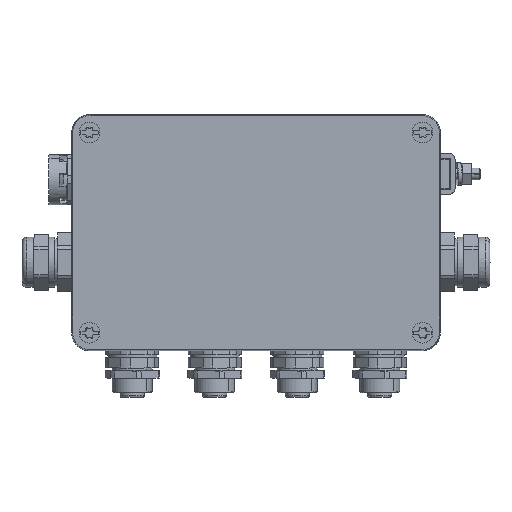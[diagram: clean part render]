
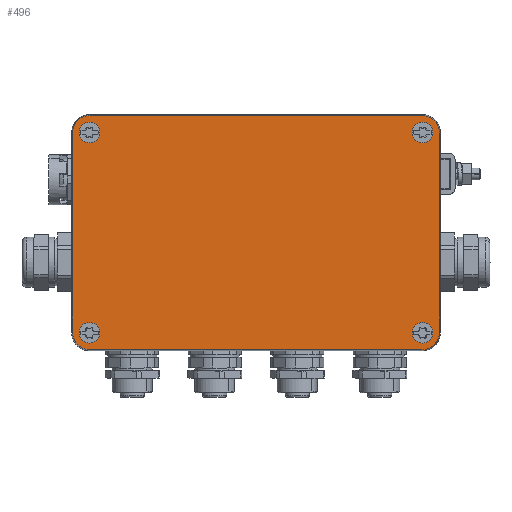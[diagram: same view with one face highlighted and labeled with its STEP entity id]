
A CAD part, top view. The second image highlights one B-rep face of the part: STEP entity #496.
In plain terms, the highlighted planar face has unit normal (0, 0, 1).
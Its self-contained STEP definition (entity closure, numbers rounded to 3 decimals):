
#336=AXIS2_PLACEMENT_3D('Plane Axis2P3D',#333,#334,#335) ;
#426=AXIS2_PLACEMENT_3D('Circle Axis2P3D',#424,#425,$) ;
#435=AXIS2_PLACEMENT_3D('Circle Axis2P3D',#433,#434,$) ;
#444=AXIS2_PLACEMENT_3D('Circle Axis2P3D',#442,#443,$) ;
#453=AXIS2_PLACEMENT_3D('Circle Axis2P3D',#451,#452,$) ;
#462=AXIS2_PLACEMENT_3D('Circle Axis2P3D',#460,#461,$) ;
#471=AXIS2_PLACEMENT_3D('Circle Axis2P3D',#469,#470,$) ;
#480=AXIS2_PLACEMENT_3D('Circle Axis2P3D',#478,#479,$) ;
#489=AXIS2_PLACEMENT_3D('Circle Axis2P3D',#487,#488,$) ;
#49=CARTESIAN_POINT('Vertex',(23.136,95.554,57.)) ;
#52=CARTESIAN_POINT('Line Origine',(79.375,95.554,57.)) ;
#56=CARTESIAN_POINT('Vertex',(135.614,95.554,57.)) ;
#311=CARTESIAN_POINT('Control Point',(17.137,89.555,57.)) ;
#312=CARTESIAN_POINT('Control Point',(17.137,91.44,57.)) ;
#313=CARTESIAN_POINT('Control Point',(17.875,93.326,57.)) ;
#314=CARTESIAN_POINT('Control Point',(19.365,94.817,57.)) ;
#315=CARTESIAN_POINT('Control Point',(21.251,95.554,57.)) ;
#316=CARTESIAN_POINT('Control Point',(23.136,95.554,57.)) ;
#317=CARTESIAN_POINT('Vertex',(17.137,89.555,57.)) ;
#333=CARTESIAN_POINT('Axis2P3D Location',(104.375,55.816,57.)) ;
#338=CARTESIAN_POINT('Line Origine',(17.137,55.816,57.)) ;
#342=CARTESIAN_POINT('Vertex',(17.137,22.077,57.)) ;
#346=CARTESIAN_POINT('Control Point',(23.136,16.078,57.)) ;
#347=CARTESIAN_POINT('Control Point',(22.568,16.078,57.)) ;
#348=CARTESIAN_POINT('Control Point',(22.001,16.145,57.)) ;
#349=CARTESIAN_POINT('Control Point',(21.443,16.279,57.)) ;
#350=CARTESIAN_POINT('Control Point',(20.371,16.677,57.)) ;
#351=CARTESIAN_POINT('Control Point',(19.421,17.315,57.)) ;
#352=CARTESIAN_POINT('Control Point',(18.986,17.689,57.)) ;
#353=CARTESIAN_POINT('Control Point',(18.213,18.533,57.)) ;
#354=CARTESIAN_POINT('Control Point',(17.658,19.534,57.)) ;
#355=CARTESIAN_POINT('Control Point',(17.441,20.065,57.)) ;
#356=CARTESIAN_POINT('Control Point',(17.242,20.792,57.)) ;
#357=CARTESIAN_POINT('Control Point',(17.157,21.537,57.)) ;
#358=CARTESIAN_POINT('Control Point',(17.144,21.717,57.)) ;
#359=CARTESIAN_POINT('Control Point',(17.137,21.897,57.)) ;
#360=CARTESIAN_POINT('Control Point',(17.137,22.077,57.)) ;
#361=CARTESIAN_POINT('Vertex',(23.136,16.078,57.)) ;
#364=CARTESIAN_POINT('Line Origine',(79.375,16.078,57.)) ;
#368=CARTESIAN_POINT('Vertex',(135.614,16.078,57.)) ;
#372=CARTESIAN_POINT('Control Point',(141.613,22.077,57.)) ;
#373=CARTESIAN_POINT('Control Point',(141.613,21.509,57.)) ;
#374=CARTESIAN_POINT('Control Point',(141.546,20.941,57.)) ;
#375=CARTESIAN_POINT('Control Point',(141.412,20.384,57.)) ;
#376=CARTESIAN_POINT('Control Point',(141.014,19.312,57.)) ;
#377=CARTESIAN_POINT('Control Point',(140.376,18.362,57.)) ;
#378=CARTESIAN_POINT('Control Point',(140.002,17.927,57.)) ;
#379=CARTESIAN_POINT('Control Point',(139.158,17.153,57.)) ;
#380=CARTESIAN_POINT('Control Point',(138.157,16.599,57.)) ;
#381=CARTESIAN_POINT('Control Point',(137.626,16.382,57.)) ;
#382=CARTESIAN_POINT('Control Point',(136.899,16.182,57.)) ;
#383=CARTESIAN_POINT('Control Point',(136.155,16.098,57.)) ;
#384=CARTESIAN_POINT('Control Point',(135.975,16.085,57.)) ;
#385=CARTESIAN_POINT('Control Point',(135.795,16.078,57.)) ;
#386=CARTESIAN_POINT('Control Point',(135.614,16.078,57.)) ;
#387=CARTESIAN_POINT('Vertex',(141.613,22.077,57.)) ;
#390=CARTESIAN_POINT('Line Origine',(141.613,55.816,57.)) ;
#394=CARTESIAN_POINT('Vertex',(141.613,89.555,57.)) ;
#398=CARTESIAN_POINT('Control Point',(135.614,95.554,57.)) ;
#399=CARTESIAN_POINT('Control Point',(136.182,95.554,57.)) ;
#400=CARTESIAN_POINT('Control Point',(136.75,95.487,57.)) ;
#401=CARTESIAN_POINT('Control Point',(137.307,95.353,57.)) ;
#402=CARTESIAN_POINT('Control Point',(138.38,94.955,57.)) ;
#403=CARTESIAN_POINT('Control Point',(139.33,94.317,57.)) ;
#404=CARTESIAN_POINT('Control Point',(139.765,93.943,57.)) ;
#405=CARTESIAN_POINT('Control Point',(140.538,93.099,57.)) ;
#406=CARTESIAN_POINT('Control Point',(141.093,92.098,57.)) ;
#407=CARTESIAN_POINT('Control Point',(141.309,91.567,57.)) ;
#408=CARTESIAN_POINT('Control Point',(141.509,90.84,57.)) ;
#409=CARTESIAN_POINT('Control Point',(141.593,90.096,57.)) ;
#410=CARTESIAN_POINT('Control Point',(141.607,89.916,57.)) ;
#411=CARTESIAN_POINT('Control Point',(141.613,89.735,57.)) ;
#412=CARTESIAN_POINT('Control Point',(141.613,89.555,57.)) ;
#424=CARTESIAN_POINT('Axis2P3D Location',(135.875,21.816,57.)) ;
#428=CARTESIAN_POINT('Vertex',(135.875,25.316,57.)) ;
#430=CARTESIAN_POINT('Vertex',(135.875,18.316,57.)) ;
#433=CARTESIAN_POINT('Axis2P3D Location',(135.875,21.816,57.)) ;
#442=CARTESIAN_POINT('Axis2P3D Location',(135.875,89.816,57.)) ;
#446=CARTESIAN_POINT('Vertex',(135.875,86.316,57.)) ;
#448=CARTESIAN_POINT('Vertex',(135.875,93.316,57.)) ;
#451=CARTESIAN_POINT('Axis2P3D Location',(135.875,89.816,57.)) ;
#460=CARTESIAN_POINT('Axis2P3D Location',(22.875,89.816,57.)) ;
#464=CARTESIAN_POINT('Vertex',(22.875,86.316,57.)) ;
#466=CARTESIAN_POINT('Vertex',(22.875,93.316,57.)) ;
#469=CARTESIAN_POINT('Axis2P3D Location',(22.875,89.816,57.)) ;
#478=CARTESIAN_POINT('Axis2P3D Location',(22.875,21.816,57.)) ;
#482=CARTESIAN_POINT('Vertex',(22.875,18.316,57.)) ;
#484=CARTESIAN_POINT('Vertex',(22.875,25.316,57.)) ;
#487=CARTESIAN_POINT('Axis2P3D Location',(22.875,21.816,57.)) ;
#53=DIRECTION('Vector Direction',(1.,0.,0.)) ;
#334=DIRECTION('Axis2P3D Direction',(0.,0.,1.)) ;
#335=DIRECTION('Axis2P3D XDirection',(1.,0.,0.)) ;
#339=DIRECTION('Vector Direction',(0.,1.,0.)) ;
#365=DIRECTION('Vector Direction',(1.,0.,0.)) ;
#391=DIRECTION('Vector Direction',(0.,1.,0.)) ;
#425=DIRECTION('Axis2P3D Direction',(0.,0.,1.)) ;
#434=DIRECTION('Axis2P3D Direction',(0.,0.,1.)) ;
#443=DIRECTION('Axis2P3D Direction',(0.,0.,1.)) ;
#452=DIRECTION('Axis2P3D Direction',(0.,0.,1.)) ;
#461=DIRECTION('Axis2P3D Direction',(0.,0.,1.)) ;
#470=DIRECTION('Axis2P3D Direction',(0.,0.,1.)) ;
#479=DIRECTION('Axis2P3D Direction',(0.,0.,1.)) ;
#488=DIRECTION('Axis2P3D Direction',(0.,0.,1.)) ;
#54=VECTOR('Line Direction',#53,1.) ;
#340=VECTOR('Line Direction',#339,1.) ;
#366=VECTOR('Line Direction',#365,1.) ;
#392=VECTOR('Line Direction',#391,1.) ;
#415=ORIENTED_EDGE('',*,*,#58,.F.) ;
#416=ORIENTED_EDGE('',*,*,#319,.F.) ;
#417=ORIENTED_EDGE('',*,*,#344,.F.) ;
#418=ORIENTED_EDGE('',*,*,#363,.F.) ;
#419=ORIENTED_EDGE('',*,*,#370,.T.) ;
#420=ORIENTED_EDGE('',*,*,#389,.F.) ;
#421=ORIENTED_EDGE('',*,*,#396,.T.) ;
#422=ORIENTED_EDGE('',*,*,#413,.F.) ;
#439=ORIENTED_EDGE('',*,*,#432,.F.) ;
#440=ORIENTED_EDGE('',*,*,#437,.F.) ;
#457=ORIENTED_EDGE('',*,*,#450,.F.) ;
#458=ORIENTED_EDGE('',*,*,#455,.F.) ;
#475=ORIENTED_EDGE('',*,*,#468,.F.) ;
#476=ORIENTED_EDGE('',*,*,#473,.F.) ;
#493=ORIENTED_EDGE('',*,*,#486,.F.) ;
#494=ORIENTED_EDGE('',*,*,#491,.F.) ;
#441=FACE_BOUND('',#438,.T.) ;
#459=FACE_BOUND('',#456,.T.) ;
#477=FACE_BOUND('',#474,.T.) ;
#495=FACE_BOUND('',#492,.T.) ;
#496=ADVANCED_FACE('FBCon',(#423,#441,#459,#477,#495),#337,.T.) ;
#310=B_SPLINE_CURVE_WITH_KNOTS('',5,(#311,#312,#313,#314,#315,#316),.UNSPECIFIED.,.F.,.U.,(6,6),(0.,13.327),.UNSPECIFIED.) ;
#345=B_SPLINE_CURVE_WITH_KNOTS('',5,(#346,#347,#348,#349,#350,#351,#352,#353,#354,#355,#356,#357,#358,#359,#360),.UNSPECIFIED.,.F.,.U.,(6,3,3,3,6),(0.,4.015,8.033,12.052,13.327),.UNSPECIFIED.) ;
#371=B_SPLINE_CURVE_WITH_KNOTS('',5,(#372,#373,#374,#375,#376,#377,#378,#379,#380,#381,#382,#383,#384,#385,#386),.UNSPECIFIED.,.F.,.U.,(6,3,3,3,6),(0.,4.015,8.033,12.052,13.327),.UNSPECIFIED.) ;
#397=B_SPLINE_CURVE_WITH_KNOTS('',5,(#398,#399,#400,#401,#402,#403,#404,#405,#406,#407,#408,#409,#410,#411,#412),.UNSPECIFIED.,.F.,.U.,(6,3,3,3,6),(0.,4.015,8.033,12.052,13.327),.UNSPECIFIED.) ;
#427=CIRCLE('generated circle',#426,3.5) ;
#436=CIRCLE('generated circle',#435,3.5) ;
#445=CIRCLE('generated circle',#444,3.5) ;
#454=CIRCLE('generated circle',#453,3.5) ;
#463=CIRCLE('generated circle',#462,3.5) ;
#472=CIRCLE('generated circle',#471,3.5) ;
#481=CIRCLE('generated circle',#480,3.5) ;
#490=CIRCLE('generated circle',#489,3.5) ;
#58=EDGE_CURVE('',#50,#57,#55,.T.) ;
#319=EDGE_CURVE('',#318,#50,#310,.T.) ;
#344=EDGE_CURVE('',#343,#318,#341,.T.) ;
#363=EDGE_CURVE('',#362,#343,#345,.T.) ;
#370=EDGE_CURVE('',#362,#369,#367,.T.) ;
#389=EDGE_CURVE('',#388,#369,#371,.T.) ;
#396=EDGE_CURVE('',#388,#395,#393,.T.) ;
#413=EDGE_CURVE('',#57,#395,#397,.T.) ;
#432=EDGE_CURVE('',#429,#431,#427,.T.) ;
#437=EDGE_CURVE('',#431,#429,#436,.T.) ;
#450=EDGE_CURVE('',#447,#449,#445,.T.) ;
#455=EDGE_CURVE('',#449,#447,#454,.T.) ;
#468=EDGE_CURVE('',#465,#467,#463,.T.) ;
#473=EDGE_CURVE('',#467,#465,#472,.T.) ;
#486=EDGE_CURVE('',#483,#485,#481,.T.) ;
#491=EDGE_CURVE('',#485,#483,#490,.T.) ;
#414=EDGE_LOOP('',(#415,#416,#417,#418,#419,#420,#421,#422)) ;
#438=EDGE_LOOP('',(#439,#440)) ;
#456=EDGE_LOOP('',(#457,#458)) ;
#474=EDGE_LOOP('',(#475,#476)) ;
#492=EDGE_LOOP('',(#493,#494)) ;
#423=FACE_OUTER_BOUND('',#414,.T.) ;
#55=LINE('Line',#52,#54) ;
#341=LINE('Line',#338,#340) ;
#367=LINE('Line',#364,#366) ;
#393=LINE('Line',#390,#392) ;
#337=PLANE('',#336) ;
#50=VERTEX_POINT('',#49) ;
#57=VERTEX_POINT('',#56) ;
#318=VERTEX_POINT('',#317) ;
#343=VERTEX_POINT('',#342) ;
#362=VERTEX_POINT('',#361) ;
#369=VERTEX_POINT('',#368) ;
#388=VERTEX_POINT('',#387) ;
#395=VERTEX_POINT('',#394) ;
#429=VERTEX_POINT('',#428) ;
#431=VERTEX_POINT('',#430) ;
#447=VERTEX_POINT('',#446) ;
#449=VERTEX_POINT('',#448) ;
#465=VERTEX_POINT('',#464) ;
#467=VERTEX_POINT('',#466) ;
#483=VERTEX_POINT('',#482) ;
#485=VERTEX_POINT('',#484) ;
